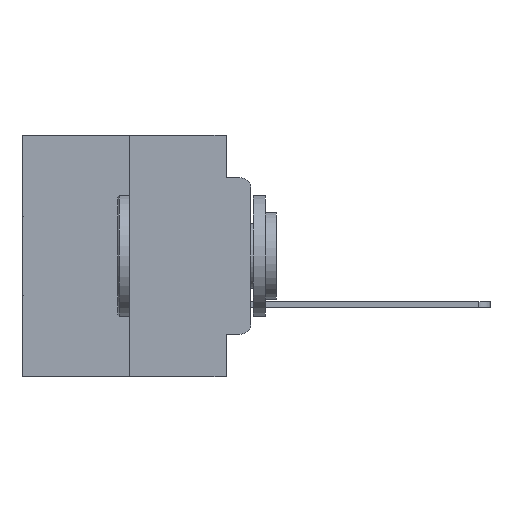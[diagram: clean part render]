
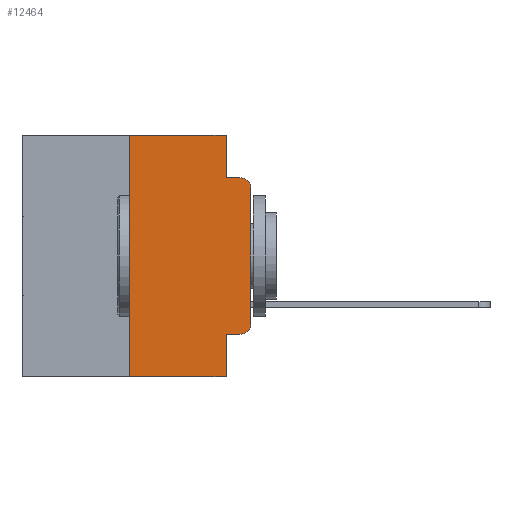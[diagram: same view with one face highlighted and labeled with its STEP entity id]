
A CAD part, left-side view. The second image highlights one B-rep face of the part: STEP entity #12464.
In plain terms, the highlighted planar face has unit normal (-1, 0, 0).
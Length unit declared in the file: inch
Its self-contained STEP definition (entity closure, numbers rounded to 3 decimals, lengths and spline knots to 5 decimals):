
#339 = CARTESIAN_POINT ( 'NONE',  ( 0., 0.473, 0. ) ) ;
#507 = DIRECTION ( 'NONE',  ( 0., -1., 0. ) ) ;
#877 = DIRECTION ( 'NONE',  ( -1., 0., 0. ) ) ;
#1341 = VECTOR ( 'NONE', #27464, 39.37008 ) ;
#2799 = DIRECTION ( 'NONE',  ( 1., 0., 0. ) ) ;
#2939 = CARTESIAN_POINT ( 'NONE',  ( 0., 0.051, -0.0885 ) ) ;
#2992 = CIRCLE ( 'NONE', #13745, 0.02 ) ;
#3228 = VECTOR ( 'NONE', #15952, 39.37008 ) ;
#3408 = EDGE_CURVE ( 'NONE', #22499, #10604, #22295, .T. ) ;
#3800 = EDGE_CURVE ( 'NONE', #9802, #27859, #11876, .T. ) ;
#3908 = CARTESIAN_POINT ( 'NONE',  ( 0., 0.25, 0. ) ) ;
#4254 = DIRECTION ( 'NONE',  ( 0., -1., 0. ) ) ;
#4391 = EDGE_CURVE ( 'NONE', #8904, #9777, #12805, .T. ) ;
#4480 = VERTEX_POINT ( 'NONE', #9880 ) ;
#5180 = LINE ( 'NONE', #6496, #10508 ) ;
#5264 = ORIENTED_EDGE ( 'NONE', *, *, #3408, .F. ) ;
#5803 = CARTESIAN_POINT ( 'NONE',  ( 0., 0.051, 0. ) ) ;
#6462 = CARTESIAN_POINT ( 'NONE',  ( 0., 0.051, 0. ) ) ;
#6496 = CARTESIAN_POINT ( 'NONE',  ( 0., 0.473, 0. ) ) ;
#6697 = CARTESIAN_POINT ( 'NONE',  ( 0., 0.051, -0.0885 ) ) ;
#6709 = ORIENTED_EDGE ( 'NONE', *, *, #8629, .T. ) ;
#6763 = VECTOR ( 'NONE', #507, 39.37008 ) ;
#6811 = DIRECTION ( 'NONE',  ( -1., 0., 0. ) ) ;
#7576 = EDGE_CURVE ( 'NONE', #10604, #17927, #5180, .T. ) ;
#7655 = CARTESIAN_POINT ( 'NONE',  ( 0., 0.473, -0.5 ) ) ;
#8082 = EDGE_CURVE ( 'NONE', #17927, #8904, #8377, .T. ) ;
#8377 = LINE ( 'NONE', #6462, #24628 ) ;
#8629 = EDGE_CURVE ( 'NONE', #4480, #10253, #27568, .T. ) ;
#8904 = VERTEX_POINT ( 'NONE', #6697 ) ;
#8917 = VERTEX_POINT ( 'NONE', #20223 ) ;
#8960 = AXIS2_PLACEMENT_3D ( 'NONE', #20244, #6811, #22423 ) ;
#9204 = ORIENTED_EDGE ( 'NONE', *, *, #4391, .F. ) ;
#9396 = VECTOR ( 'NONE', #10876, 39.37008 ) ;
#9777 = VERTEX_POINT ( 'NONE', #27630 ) ;
#9802 = VERTEX_POINT ( 'NONE', #16929 ) ;
#9880 = CARTESIAN_POINT ( 'NONE',  ( 0., 0.051, -0.4115 ) ) ;
#9888 = ORIENTED_EDGE ( 'NONE', *, *, #8082, .F. ) ;
#10253 = VERTEX_POINT ( 'NONE', #22929 ) ;
#10508 = VECTOR ( 'NONE', #4254, 39.37008 ) ;
#10604 = VERTEX_POINT ( 'NONE', #3908 ) ;
#10828 = CARTESIAN_POINT ( 'NONE',  ( 0., 0.25, -0.5 ) ) ;
#10876 = DIRECTION ( 'NONE',  ( 0., -1., 0. ) ) ;
#11308 = ORIENTED_EDGE ( 'NONE', *, *, #17009, .T. ) ;
#11876 = LINE ( 'NONE', #27444, #15803 ) ;
#12464 = ADVANCED_FACE ( 'NONE', ( #28850 ), #14213, .F. ) ;
#12805 = LINE ( 'NONE', #2939, #6763 ) ;
#13583 = LINE ( 'NONE', #7655, #1341 ) ;
#13590 = EDGE_CURVE ( 'NONE', #27859, #9777, #2992, .T. ) ;
#13681 = CARTESIAN_POINT ( 'NONE',  ( 0., 0.051, 0. ) ) ;
#13745 = AXIS2_PLACEMENT_3D ( 'NONE', #14684, #877, #16925 ) ;
#14213 = PLANE ( 'NONE',  #21466 ) ;
#14425 = DIRECTION ( 'NONE',  ( 0., 0., 1. ) ) ;
#14684 = CARTESIAN_POINT ( 'NONE',  ( 0., 0.02, -0.1085 ) ) ;
#15398 = LINE ( 'NONE', #13681, #3228 ) ;
#15612 = DIRECTION ( 'NONE',  ( 0., 0., -1. ) ) ;
#15803 = VECTOR ( 'NONE', #16728, 39.37008 ) ;
#15826 = VECTOR ( 'NONE', #14425, 39.37008 ) ;
#15938 = ORIENTED_EDGE ( 'NONE', *, *, #7576, .F. ) ;
#15952 = DIRECTION ( 'NONE',  ( 0., 0., -1. ) ) ;
#16183 = CIRCLE ( 'NONE', #8960, 0.02 ) ;
#16202 = EDGE_CURVE ( 'NONE', #4480, #8917, #15398, .T. ) ;
#16728 = DIRECTION ( 'NONE',  ( 0., 0., 1. ) ) ;
#16763 = CARTESIAN_POINT ( 'NONE',  ( 0., 0.25, 0. ) ) ;
#16925 = DIRECTION ( 'NONE',  ( 0., 0., -1. ) ) ;
#16929 = CARTESIAN_POINT ( 'NONE',  ( 0., 0., -0.3915 ) ) ;
#17009 = EDGE_CURVE ( 'NONE', #22499, #8917, #13583, .T. ) ;
#17927 = VERTEX_POINT ( 'NONE', #5803 ) ;
#18692 = DIRECTION ( 'NONE',  ( 0., 0., -1. ) ) ;
#18696 = ORIENTED_EDGE ( 'NONE', *, *, #21679, .T. ) ;
#20140 = CARTESIAN_POINT ( 'NONE',  ( 0., 0., -0.1085 ) ) ;
#20223 = CARTESIAN_POINT ( 'NONE',  ( 0., 0.051, -0.5 ) ) ;
#20244 = CARTESIAN_POINT ( 'NONE',  ( 0., 0.02, -0.3915 ) ) ;
#20379 = ORIENTED_EDGE ( 'NONE', *, *, #3800, .T. ) ;
#21466 = AXIS2_PLACEMENT_3D ( 'NONE', #339, #2799, #18692 ) ;
#21679 = EDGE_CURVE ( 'NONE', #10253, #9802, #16183, .T. ) ;
#22295 = LINE ( 'NONE', #16763, #15826 ) ;
#22423 = DIRECTION ( 'NONE',  ( 0., 0., -1. ) ) ;
#22499 = VERTEX_POINT ( 'NONE', #10828 ) ;
#22929 = CARTESIAN_POINT ( 'NONE',  ( 0., 0.02, -0.4115 ) ) ;
#23051 = ORIENTED_EDGE ( 'NONE', *, *, #16202, .F. ) ;
#24105 = CARTESIAN_POINT ( 'NONE',  ( 0., 0.051, -0.4115 ) ) ;
#24628 = VECTOR ( 'NONE', #15612, 39.37008 ) ;
#26061 = ORIENTED_EDGE ( 'NONE', *, *, #13590, .T. ) ;
#27444 = CARTESIAN_POINT ( 'NONE',  ( 0., 0., 0. ) ) ;
#27464 = DIRECTION ( 'NONE',  ( 0., -1., 0. ) ) ;
#27568 = LINE ( 'NONE', #24105, #9396 ) ;
#27630 = CARTESIAN_POINT ( 'NONE',  ( 0., 0.02, -0.0885 ) ) ;
#27859 = VERTEX_POINT ( 'NONE', #20140 ) ;
#28253 = EDGE_LOOP ( 'NONE', ( #20379, #26061, #9204, #9888, #15938, #5264, #11308, #23051, #6709, #18696 ) ) ;
#28850 = FACE_OUTER_BOUND ( 'NONE', #28253, .T. ) ;
